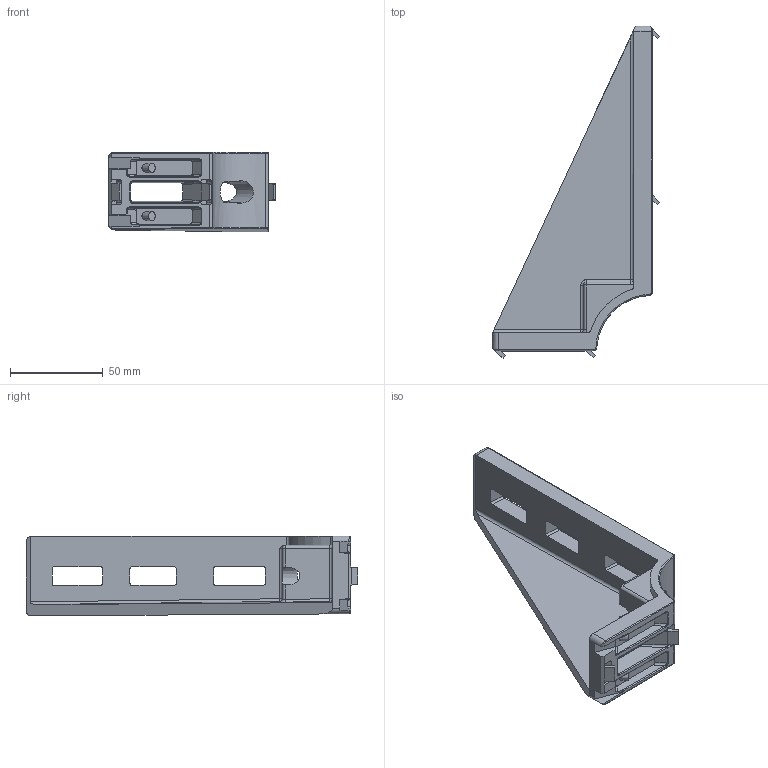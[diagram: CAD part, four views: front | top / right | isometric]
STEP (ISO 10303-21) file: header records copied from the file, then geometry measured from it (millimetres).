
FILE_DESCRIPTION(/* description */ (''),/* implementation_level */ '2;1');
FILE_NAME(/* name */ 'Syskomp 412538750 Winkel 45x180 silber pulkverbesch.stp',/* time_stamp */ '2014-04-22T11:12:28+02:00',/* author */ ('mstrom'),/* organization */ (''),/* preprocessor_version */ 'ST-DEVELOPER v15.2',/* originating_system */ 'Autodesk Inventor 2014',/* authorisation */ '0 mm^3');
FILE_SCHEMA (('AUTOMOTIVE_DESIGN { 1 0 10303 214 3 1 1 }'));
Length unit declared in the file: millimetre
Products named in the file (1): Syskomp 412523583 Winkel 45x180
Bounding box: 89.8 x 178.8 x 42.98 mm (x, y, z)
Volume: 105648.4 mm3; surface area: 41402.5 mm2
Topology: 1 solids, 1 shells, 276 faces, 709 edges, 438 vertices
Faces by surface type: plane 113, cylinder 94, bspline 50, cone 8, torus 8, sphere 3
Entity records: 10058 total; most frequent: CARTESIAN_POINT 3545, ORIENTED_EDGE 1412, DIRECTION 1291, EDGE_CURVE 706, AXIS2_PLACEMENT_3D 451, VERTEX_POINT 438, LINE 389, VECTOR 389
